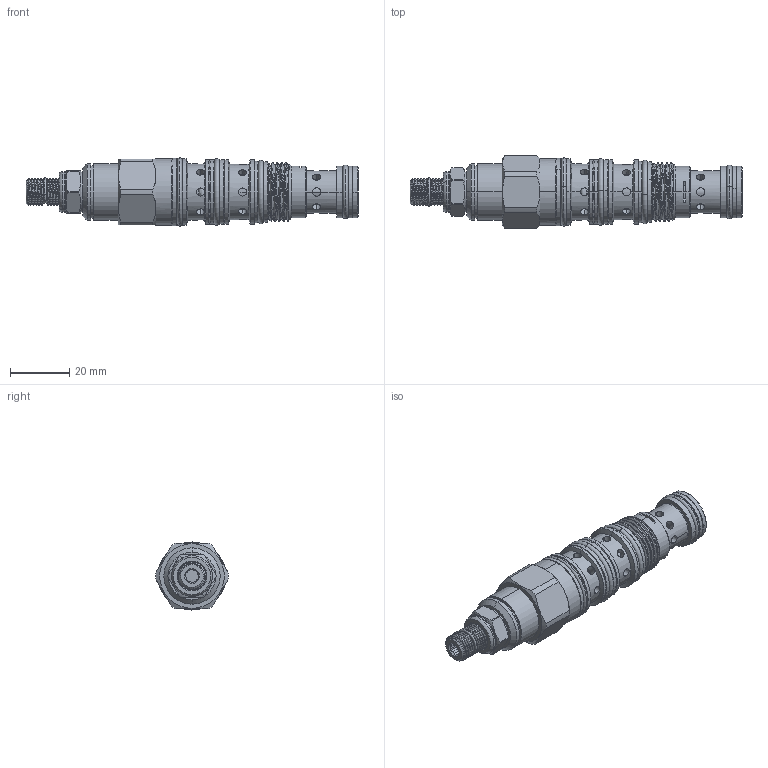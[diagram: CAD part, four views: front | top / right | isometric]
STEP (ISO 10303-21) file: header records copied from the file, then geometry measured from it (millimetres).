
FILE_DESCRIPTION (( 'STEP AP203' ), '1' );
FILE_NAME ('DD21A4NAL.STEP', '2022-06-16T08:17:03', ( '' ), ( '' ), 'SwSTEP 2.0', 'SolidWorks 2018', '' );
FILE_SCHEMA (( 'CONFIG_CONTROL_DESIGN' ));
Length unit declared in the file: millimetre
Products named in the file (1): DD21A4NAL
Bounding box: 111.96 x 24.59 x 22.98 mm (x, y, z)
Volume: 28952.8 mm3; surface area: 12603.5 mm2
Topology: 5 solids, 6 shells, 397 faces, 1002 edges, 633 vertices
Faces by surface type: cylinder 209, plane 79, cone 52, torus 44, bspline 13
Entity records: 24324 total; most frequent: CARTESIAN_POINT 14950, ORIENTED_EDGE 2004, DIRECTION 1894, EDGE_CURVE 1002, AXIS2_PLACEMENT_3D 799, VERTEX_POINT 633, EDGE_LOOP 469, CIRCLE 414
